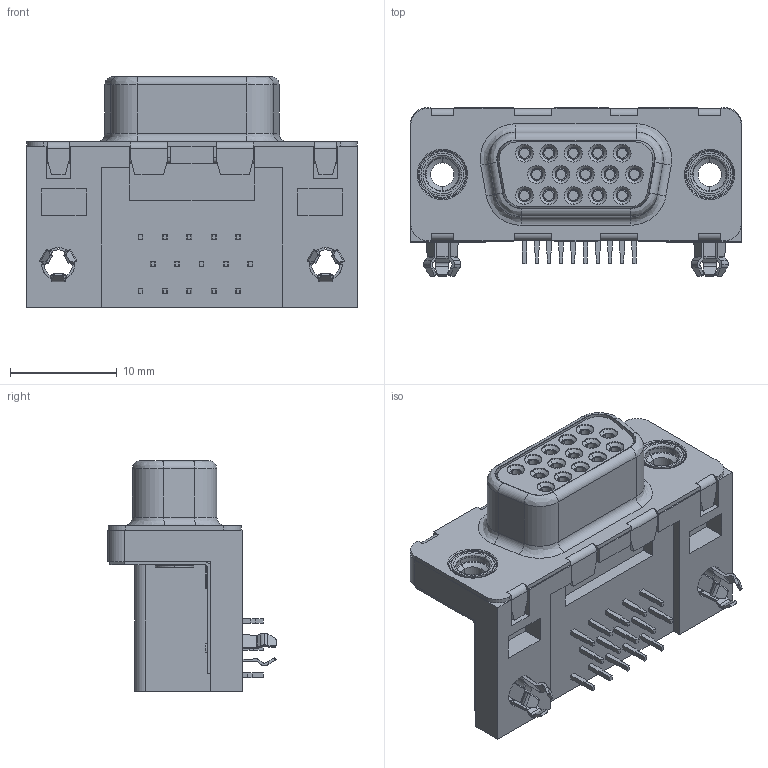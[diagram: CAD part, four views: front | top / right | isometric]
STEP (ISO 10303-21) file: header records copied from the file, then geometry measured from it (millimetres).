
FILE_DESCRIPTION (( 'STEP AP214' ), '1' );
FILE_NAME ('ICD15S13E4GX00LF.STEP', '2023-05-10T06:37:22', ( '' ), ( '' ), 'SwSTEP 2.0', 'SolidWorks 2017', '' );
FILE_SCHEMA (( 'AUTOMOTIVE_DESIGN' ));
Length unit declared in the file: millimetre
Products named in the file (1): ICD15S13E4GX00LF
Bounding box: 31 x 15.75 x 21.58 mm (x, y, z)
Volume: 4185.3 mm3; surface area: 4719.2 mm2
Topology: 37 solids, 37 shells, 1172 faces, 3052 edges, 1950 vertices
Faces by surface type: plane 602, cylinder 402, bspline 122, cone 46
Entity records: 40344 total; most frequent: CARTESIAN_POINT 11650, ORIENTED_EDGE 6092, DIRECTION 5671, EDGE_CURVE 3046, VERTEX_POINT 1950, AXIS2_PLACEMENT_3D 1915, VECTOR 1841, LINE 1841
